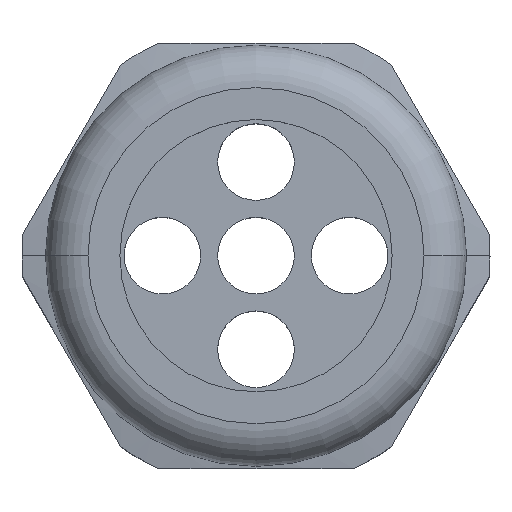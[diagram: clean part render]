
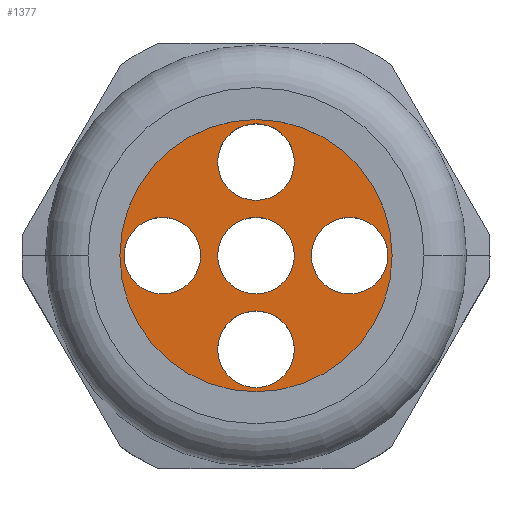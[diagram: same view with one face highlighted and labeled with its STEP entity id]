
A CAD part, top view. The second image highlights one B-rep face of the part: STEP entity #1377.
In plain terms, the highlighted planar face has unit normal (0, 0, 1).
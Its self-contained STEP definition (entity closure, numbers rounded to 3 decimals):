
#39 = EDGE_CURVE ( 'NONE', #951, #950, #1366, .T. ) ;
#52 = EDGE_CURVE ( 'NONE', #932, #933, #1361, .T. ) ;
#77 = AXIS2_PLACEMENT_3D ( 'NONE', #341, #342, #343 ) ;
#82 = AXIS2_PLACEMENT_3D ( 'NONE', #329, #330, #331 ) ;
#87 = AXIS2_PLACEMENT_3D ( 'NONE', #302, #306, #307 ) ;
#95 = AXIS2_PLACEMENT_3D ( 'NONE', #317, #318, #319 ) ;
#115 = AXIS2_PLACEMENT_3D ( 'NONE', #488, #489, #490 ) ;
#302 = CARTESIAN_POINT ( 'NONE',  ( 0., 0., 44.5 ) ) ;
#306 = DIRECTION ( 'NONE',  ( 0., 0., 1. ) ) ;
#307 = DIRECTION ( 'NONE',  ( 1., 0., 0. ) ) ;
#317 = CARTESIAN_POINT ( 'NONE',  ( 0., -11., 44.5 ) ) ;
#318 = DIRECTION ( 'NONE',  ( 0., 0., 1. ) ) ;
#319 = DIRECTION ( 'NONE',  ( 0., 1., 0. ) ) ;
#329 = CARTESIAN_POINT ( 'NONE',  ( 11., 0., 44.5 ) ) ;
#330 = DIRECTION ( 'NONE',  ( 0., 0., 1. ) ) ;
#331 = DIRECTION ( 'NONE',  ( -1., 0., 0. ) ) ;
#341 = CARTESIAN_POINT ( 'NONE',  ( 0., 11., 44.5 ) ) ;
#342 = DIRECTION ( 'NONE',  ( 0., 0., 1. ) ) ;
#343 = DIRECTION ( 'NONE',  ( 0., -1., 0. ) ) ;
#488 = CARTESIAN_POINT ( 'NONE',  ( 0., 0., 44.5 ) ) ;
#489 = DIRECTION ( 'NONE',  ( 0., 0., 1. ) ) ;
#490 = DIRECTION ( 'NONE',  ( 1., 0., 0. ) ) ;
#571 = CARTESIAN_POINT ( 'NONE',  ( 16., 0., 44.5 ) ) ;
#572 = CARTESIAN_POINT ( 'NONE',  ( -16., 0., 44.5 ) ) ;
#589 = CARTESIAN_POINT ( 'NONE',  ( -6.5, 0., 44.5 ) ) ;
#590 = CARTESIAN_POINT ( 'NONE',  ( -15.5, 0., 44.5 ) ) ;
#593 = CARTESIAN_POINT ( 'NONE',  ( 0., 6.5, 44.5 ) ) ;
#594 = CARTESIAN_POINT ( 'NONE',  ( 0., 15.5, 44.5 ) ) ;
#595 = CARTESIAN_POINT ( 'NONE',  ( 6.5, 0., 44.5 ) ) ;
#597 = CARTESIAN_POINT ( 'NONE',  ( 0., -6.5, 44.5 ) ) ;
#598 = CARTESIAN_POINT ( 'NONE',  ( 0., -15.5, 44.5 ) ) ;
#601 = CARTESIAN_POINT ( 'NONE',  ( -4.5, 0., 44.5 ) ) ;
#603 = CARTESIAN_POINT ( 'NONE',  ( 4.5, 0., 44.5 ) ) ;
#605 = CARTESIAN_POINT ( 'NONE',  ( 15.5, 0., 44.5 ) ) ;
#621 = DIRECTION ( 'NONE',  ( 1., 0., 0. ) ) ;
#622 = DIRECTION ( 'NONE',  ( 0., 0., 1. ) ) ;
#623 = CARTESIAN_POINT ( 'NONE',  ( -11., 0., 44.5 ) ) ;
#661 = DIRECTION ( 'NONE',  ( 1., 0., 0. ) ) ;
#662 = DIRECTION ( 'NONE',  ( 0., 0., 1. ) ) ;
#663 = CARTESIAN_POINT ( 'NONE',  ( 0., 0., 44.5 ) ) ;
#755 = ORIENTED_EDGE ( 'NONE', *, *, #2044, .T. ) ;
#756 = ORIENTED_EDGE ( 'NONE', *, *, #52, .F. ) ;
#758 = ORIENTED_EDGE ( 'NONE', *, *, #1999, .F. ) ;
#759 = ORIENTED_EDGE ( 'NONE', *, *, #39, .T. ) ;
#760 = ORIENTED_EDGE ( 'NONE', *, *, #1995, .F. ) ;
#761 = ORIENTED_EDGE ( 'NONE', *, *, #1409, .F. ) ;
#762 = ORIENTED_EDGE ( 'NONE', *, *, #1991, .F. ) ;
#763 = ORIENTED_EDGE ( 'NONE', *, *, #1410, .F. ) ;
#764 = ORIENTED_EDGE ( 'NONE', *, *, #1987, .F. ) ;
#765 = ORIENTED_EDGE ( 'NONE', *, *, #1411, .F. ) ;
#766 = ORIENTED_EDGE ( 'NONE', *, *, #1413, .F. ) ;
#767 = ORIENTED_EDGE ( 'NONE', *, *, #1412, .F. ) ;
#917 = VERTEX_POINT ( 'NONE', #605 ) ;
#919 = VERTEX_POINT ( 'NONE', #603 ) ;
#921 = VERTEX_POINT ( 'NONE', #601 ) ;
#924 = VERTEX_POINT ( 'NONE', #598 ) ;
#925 = VERTEX_POINT ( 'NONE', #597 ) ;
#927 = VERTEX_POINT ( 'NONE', #595 ) ;
#928 = VERTEX_POINT ( 'NONE', #594 ) ;
#929 = VERTEX_POINT ( 'NONE', #593 ) ;
#932 = VERTEX_POINT ( 'NONE', #590 ) ;
#933 = VERTEX_POINT ( 'NONE', #589 ) ;
#950 = VERTEX_POINT ( 'NONE', #572 ) ;
#951 = VERTEX_POINT ( 'NONE', #571 ) ;
#1160 = EDGE_LOOP ( 'NONE', ( #766, #764 ) ) ;
#1161 = EDGE_LOOP ( 'NONE', ( #767, #762 ) ) ;
#1162 = EDGE_LOOP ( 'NONE', ( #765, #760 ) ) ;
#1163 = EDGE_LOOP ( 'NONE', ( #763, #758 ) ) ;
#1164 = EDGE_LOOP ( 'NONE', ( #761, #756 ) ) ;
#1165 = EDGE_LOOP ( 'NONE', ( #759, #755 ) ) ;
#1285 = CIRCLE ( 'NONE', #115, 16. ) ;
#1308 = CIRCLE ( 'NONE', #77, 4.5 ) ;
#1310 = CIRCLE ( 'NONE', #82, 4.5 ) ;
#1312 = CIRCLE ( 'NONE', #95, 4.5 ) ;
#1314 = CIRCLE ( 'NONE', #87, 4.5 ) ;
#1343 = CIRCLE ( 'NONE', #1755, 4.5 ) ;
#1344 = CIRCLE ( 'NONE', #1756, 4.5 ) ;
#1345 = CIRCLE ( 'NONE', #1757, 4.5 ) ;
#1346 = CIRCLE ( 'NONE', #1763, 4.5 ) ;
#1347 = CIRCLE ( 'NONE', #1758, 4.5 ) ;
#1361 = CIRCLE ( 'NONE', #2064, 4.5 ) ;
#1366 = CIRCLE ( 'NONE', #2086, 16. ) ;
#1377 = ADVANCED_FACE ( 'NONE', ( #1795, #1780, #1762, #1741, #1736, #1731 ), #1599, .T. ) ;
#1409 = EDGE_CURVE ( 'NONE', #933, #932, #1347, .T. ) ;
#1410 = EDGE_CURVE ( 'NONE', #929, #928, #1346, .T. ) ;
#1411 = EDGE_CURVE ( 'NONE', #927, #917, #1345, .T. ) ;
#1412 = EDGE_CURVE ( 'NONE', #925, #924, #1344, .T. ) ;
#1413 = EDGE_CURVE ( 'NONE', #919, #921, #1343, .T. ) ;
#1482 = DIRECTION ( 'NONE',  ( 1., 0., 0. ) ) ;
#1483 = DIRECTION ( 'NONE',  ( 0., 0., 1. ) ) ;
#1484 = CARTESIAN_POINT ( 'NONE',  ( 0., 0., 44.5 ) ) ;
#1485 = DIRECTION ( 'NONE',  ( 0., 1., 0. ) ) ;
#1486 = DIRECTION ( 'NONE',  ( 0., 0., 1. ) ) ;
#1487 = CARTESIAN_POINT ( 'NONE',  ( 0., -11., 44.5 ) ) ;
#1488 = DIRECTION ( 'NONE',  ( -1., 0., 0. ) ) ;
#1489 = DIRECTION ( 'NONE',  ( 0., 0., 1. ) ) ;
#1490 = CARTESIAN_POINT ( 'NONE',  ( 11., 0., 44.5 ) ) ;
#1491 = DIRECTION ( 'NONE',  ( 0., -1., 0. ) ) ;
#1492 = DIRECTION ( 'NONE',  ( 0., 0., 1. ) ) ;
#1493 = CARTESIAN_POINT ( 'NONE',  ( 0., 11., 44.5 ) ) ;
#1494 = DIRECTION ( 'NONE',  ( 1., 0., 0. ) ) ;
#1495 = DIRECTION ( 'NONE',  ( 0., 0., 1. ) ) ;
#1496 = CARTESIAN_POINT ( 'NONE',  ( -11., 0., 44.5 ) ) ;
#1596 = DIRECTION ( 'NONE',  ( 1., 0., 0. ) ) ;
#1597 = DIRECTION ( 'NONE',  ( 0., 0., 1. ) ) ;
#1598 = CARTESIAN_POINT ( 'NONE',  ( 0., 0., 44.5 ) ) ;
#1599 = PLANE ( 'NONE',  #1767 ) ;
#1731 = FACE_OUTER_BOUND ( 'NONE', #1165, .T. ) ;
#1736 = FACE_BOUND ( 'NONE', #1164, .T. ) ;
#1741 = FACE_BOUND ( 'NONE', #1163, .T. ) ;
#1755 = AXIS2_PLACEMENT_3D ( 'NONE', #1484, #1483, #1482 ) ;
#1756 = AXIS2_PLACEMENT_3D ( 'NONE', #1487, #1486, #1485 ) ;
#1757 = AXIS2_PLACEMENT_3D ( 'NONE', #1490, #1489, #1488 ) ;
#1758 = AXIS2_PLACEMENT_3D ( 'NONE', #1496, #1495, #1494 ) ;
#1762 = FACE_BOUND ( 'NONE', #1162, .T. ) ;
#1763 = AXIS2_PLACEMENT_3D ( 'NONE', #1493, #1492, #1491 ) ;
#1767 = AXIS2_PLACEMENT_3D ( 'NONE', #1598, #1597, #1596 ) ;
#1780 = FACE_BOUND ( 'NONE', #1161, .T. ) ;
#1795 = FACE_BOUND ( 'NONE', #1160, .T. ) ;
#1987 = EDGE_CURVE ( 'NONE', #921, #919, #1314, .T. ) ;
#1991 = EDGE_CURVE ( 'NONE', #924, #925, #1312, .T. ) ;
#1995 = EDGE_CURVE ( 'NONE', #917, #927, #1310, .T. ) ;
#1999 = EDGE_CURVE ( 'NONE', #928, #929, #1308, .T. ) ;
#2044 = EDGE_CURVE ( 'NONE', #950, #951, #1285, .T. ) ;
#2064 = AXIS2_PLACEMENT_3D ( 'NONE', #623, #622, #621 ) ;
#2086 = AXIS2_PLACEMENT_3D ( 'NONE', #663, #662, #661 ) ;
